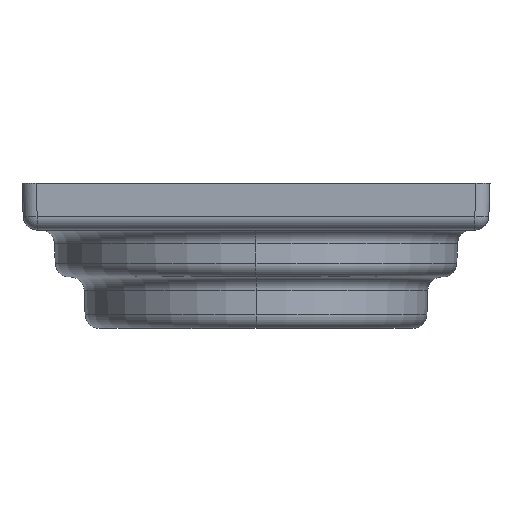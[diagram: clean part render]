
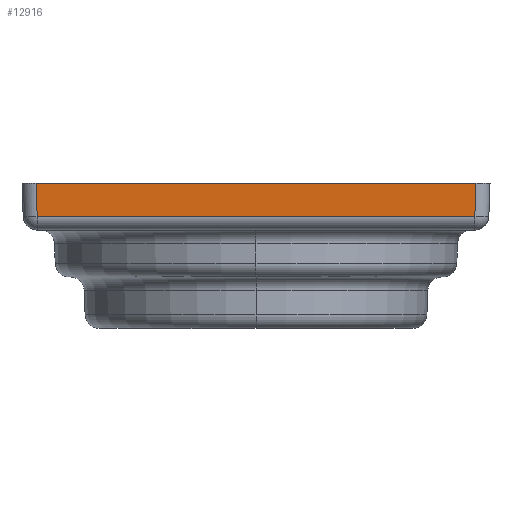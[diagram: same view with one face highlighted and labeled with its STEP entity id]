
A CAD part, left-side view. The second image highlights one B-rep face of the part: STEP entity #12916.
In plain terms, the highlighted planar face has unit normal (-0.999, 0, -0.035).
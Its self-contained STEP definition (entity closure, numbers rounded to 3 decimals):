
#111 = DIRECTION ( 'NONE',  ( -0.035, -0.035, 0.999 ) ) ;
#480 = VERTEX_POINT ( 'NONE', #2157 ) ;
#773 = DIRECTION ( 'NONE',  ( -0.035, 0., 0.999 ) ) ;
#1151 = DIRECTION ( 'NONE',  ( 0., -1., 0. ) ) ;
#1895 = CARTESIAN_POINT ( 'NONE',  ( -20., 0., 0. ) ) ;
#2157 = CARTESIAN_POINT ( 'NONE',  ( -19.95, 9.351, -1.421 ) ) ;
#2761 = CARTESIAN_POINT ( 'NONE',  ( -20., -9.4, 0. ) ) ;
#3063 = VECTOR ( 'NONE', #111, 1000. ) ;
#3362 = CARTESIAN_POINT ( 'NONE',  ( -19.989, -9.389, -0.327 ) ) ;
#3497 = LINE ( 'NONE', #1895, #19090 ) ;
#3512 = LINE ( 'NONE', #4129, #3745 ) ;
#3745 = VECTOR ( 'NONE', #1151, 1000. ) ;
#4092 = EDGE_LOOP ( 'NONE', ( #4736, #16401, #13653, #7148 ) ) ;
#4129 = CARTESIAN_POINT ( 'NONE',  ( -19.95, 0., -1.421 ) ) ;
#4736 = ORIENTED_EDGE ( 'NONE', *, *, #5411, .T. ) ;
#4865 = VECTOR ( 'NONE', #15726, 1000. ) ;
#5167 = VERTEX_POINT ( 'NONE', #6435 ) ;
#5411 = EDGE_CURVE ( 'NONE', #480, #5167, #3512, .T. ) ;
#5948 = AXIS2_PLACEMENT_3D ( 'NONE', #9825, #8219, #773 ) ;
#6435 = CARTESIAN_POINT ( 'NONE',  ( -19.95, -9.351, -1.421 ) ) ;
#7148 = ORIENTED_EDGE ( 'NONE', *, *, #13611, .T. ) ;
#8219 = DIRECTION ( 'NONE',  ( -0.999, 0., -0.035 ) ) ;
#9650 = CARTESIAN_POINT ( 'NONE',  ( -19.989, 9.389, -0.327 ) ) ;
#9675 = EDGE_CURVE ( 'NONE', #5167, #14825, #16539, .T. ) ;
#9825 = CARTESIAN_POINT ( 'NONE',  ( -20., 0., 0. ) ) ;
#10317 = FACE_OUTER_BOUND ( 'NONE', #4092, .T. ) ;
#10810 = DIRECTION ( 'NONE',  ( 0., -1., 0. ) ) ;
#11432 = EDGE_CURVE ( 'NONE', #13867, #14825, #3497, .T. ) ;
#12916 = ADVANCED_FACE ( 'NONE', ( #10317 ), #17343, .T. ) ;
#13611 = EDGE_CURVE ( 'NONE', #13867, #480, #16907, .T. ) ;
#13653 = ORIENTED_EDGE ( 'NONE', *, *, #11432, .F. ) ;
#13666 = CARTESIAN_POINT ( 'NONE',  ( -20., 9.4, 0. ) ) ;
#13867 = VERTEX_POINT ( 'NONE', #13666 ) ;
#14825 = VERTEX_POINT ( 'NONE', #2761 ) ;
#15726 = DIRECTION ( 'NONE',  ( 0.035, -0.035, -0.999 ) ) ;
#16401 = ORIENTED_EDGE ( 'NONE', *, *, #9675, .T. ) ;
#16539 = LINE ( 'NONE', #3362, #3063 ) ;
#16907 = LINE ( 'NONE', #9650, #4865 ) ;
#17343 = PLANE ( 'NONE',  #5948 ) ;
#19090 = VECTOR ( 'NONE', #10810, 1000. ) ;
